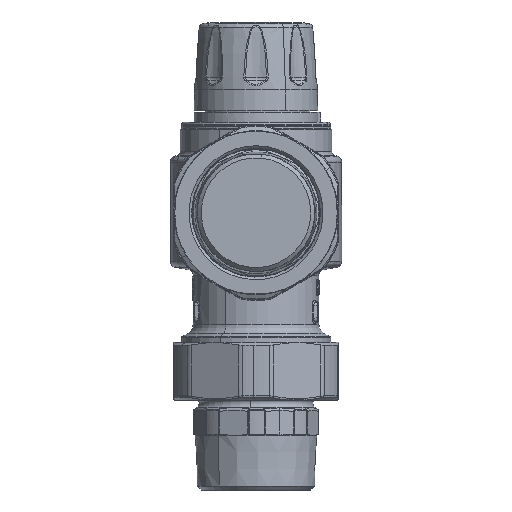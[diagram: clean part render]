
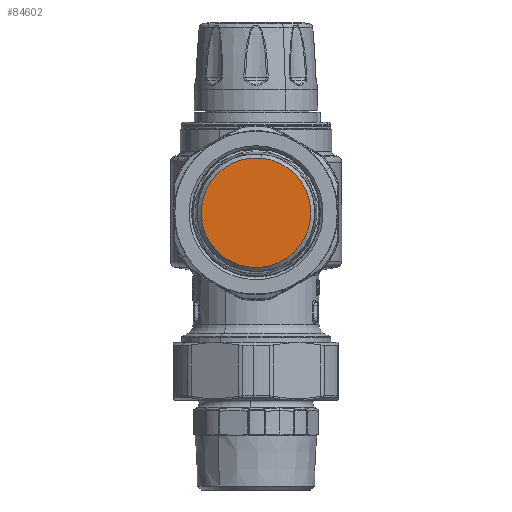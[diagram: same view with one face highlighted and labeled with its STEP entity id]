
A CAD part, front view. The second image highlights one B-rep face of the part: STEP entity #84602.
In plain terms, the highlighted planar face has unit normal (0, -1, 0).
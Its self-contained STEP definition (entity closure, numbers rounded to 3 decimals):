
#82828=CARTESIAN_POINT('Vertex',(2.776,-131.,22.342)) ;
#82844=CARTESIAN_POINT('Vertex',(-2.776,-131.,-32.342)) ;
#82847=CARTESIAN_POINT('Axis2P3D Location',(0.,-131.,-5.)) ;
#84588=CARTESIAN_POINT('Axis2P3D Location',(0.,-131.,-5.)) ;
#84593=CARTESIAN_POINT('Axis2P3D Location',(0.,-131.,-5.)) ;
#82848=DIRECTION('Axis2P3D Direction',(0.,1.,0.)) ;
#84589=DIRECTION('Axis2P3D Direction',(0.,1.,0.)) ;
#84590=DIRECTION('Axis2P3D XDirection',(0.922,0.,0.388)) ;
#84594=DIRECTION('Axis2P3D Direction',(0.,1.,0.)) ;
#82849=AXIS2_PLACEMENT_3D('Circle Axis2P3D',#82847,#82848,$) ;
#84591=AXIS2_PLACEMENT_3D('Plane Axis2P3D',#84588,#84589,#84590) ;
#84595=AXIS2_PLACEMENT_3D('Circle Axis2P3D',#84593,#84594,$) ;
#82850=CIRCLE('generated circle',#82849,27.482) ;
#84596=CIRCLE('generated circle',#84595,27.482) ;
#84592=PLANE('',#84591) ;
#82851=EDGE_CURVE('',#82845,#82829,#82850,.T.) ;
#84597=EDGE_CURVE('',#82829,#82845,#84596,.T.) ;
#84599=ORIENTED_EDGE('',*,*,#84597,.F.) ;
#84600=ORIENTED_EDGE('',*,*,#82851,.F.) ;
#84598=EDGE_LOOP('',(#84599,#84600)) ;
#82829=VERTEX_POINT('',#82828) ;
#82845=VERTEX_POINT('',#82844) ;
#84602=ADVANCED_FACE('PartBody',(#84601),#84592,.F.) ;
#84601=FACE_OUTER_BOUND('',#84598,.T.) ;
